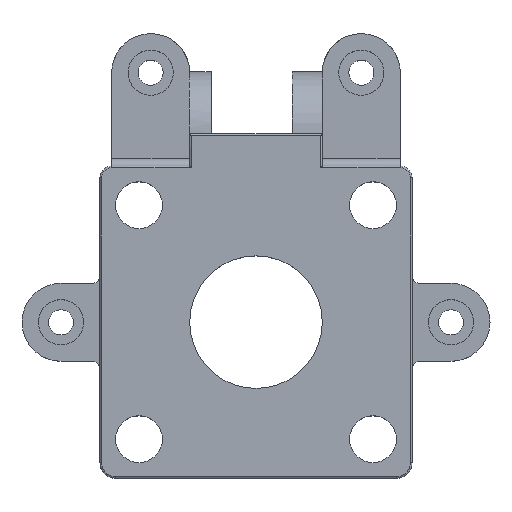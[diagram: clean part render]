
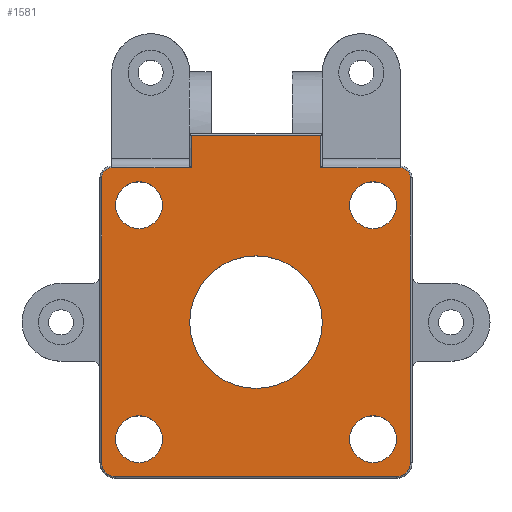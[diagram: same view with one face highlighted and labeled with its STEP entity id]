
A CAD part, top view. The second image highlights one B-rep face of the part: STEP entity #1581.
In plain terms, the highlighted planar face has unit normal (0, 0, 1).
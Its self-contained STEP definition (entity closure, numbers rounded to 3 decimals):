
#84=FACE_BOUND('',#259,.T.);
#85=FACE_BOUND('',#260,.T.);
#86=FACE_BOUND('',#261,.T.);
#87=FACE_BOUND('',#262,.T.);
#88=FACE_BOUND('',#263,.T.);
#152=FACE_OUTER_BOUND('',#258,.T.);
#258=EDGE_LOOP('',(#1354,#1355,#1356,#1357,#1358,#1359,#1360,#1361,#1362,
#1363,#1364,#1365));
#259=EDGE_LOOP('',(#1366));
#260=EDGE_LOOP('',(#1367));
#261=EDGE_LOOP('',(#1368));
#262=EDGE_LOOP('',(#1369));
#263=EDGE_LOOP('',(#1370));
#326=CIRCLE('',#1673,8.5);
#359=CIRCLE('',#1740,1.3);
#363=CIRCLE('',#1746,1.8);
#367=CIRCLE('',#1752,1.8);
#371=CIRCLE('',#1758,1.3);
#373=CIRCLE('',#1771,3.);
#374=CIRCLE('',#1772,3.);
#375=CIRCLE('',#1773,3.);
#376=CIRCLE('',#1774,3.);
#474=LINE('',#2645,#608);
#476=LINE('',#2656,#610);
#478=LINE('',#2668,#612);
#480=LINE('',#2680,#614);
#481=LINE('',#2689,#615);
#488=LINE('',#2708,#622);
#489=LINE('',#2710,#623);
#490=LINE('',#2711,#624);
#608=VECTOR('',#2134,10.);
#610=VECTOR('',#2148,10.);
#612=VECTOR('',#2162,10.);
#614=VECTOR('',#2176,10.);
#615=VECTOR('',#2189,10.);
#622=VECTOR('',#2216,10.);
#623=VECTOR('',#2217,10.);
#624=VECTOR('',#2218,10.);
#720=VERTEX_POINT('',#2475);
#770=VERTEX_POINT('',#2642);
#771=VERTEX_POINT('',#2644);
#772=VERTEX_POINT('',#2648);
#774=VERTEX_POINT('',#2654);
#776=VERTEX_POINT('',#2660);
#778=VERTEX_POINT('',#2666);
#780=VERTEX_POINT('',#2672);
#782=VERTEX_POINT('',#2678);
#783=VERTEX_POINT('',#2683);
#784=VERTEX_POINT('',#2687);
#786=VERTEX_POINT('',#2707);
#787=VERTEX_POINT('',#2709);
#788=VERTEX_POINT('',#2712);
#789=VERTEX_POINT('',#2714);
#790=VERTEX_POINT('',#2716);
#791=VERTEX_POINT('',#2718);
#878=EDGE_CURVE('',#720,#720,#326,.T.);
#960=EDGE_CURVE('',#770,#771,#474,.T.);
#963=EDGE_CURVE('',#772,#770,#359,.T.);
#966=EDGE_CURVE('',#774,#772,#476,.T.);
#969=EDGE_CURVE('',#776,#774,#363,.T.);
#972=EDGE_CURVE('',#778,#776,#478,.T.);
#975=EDGE_CURVE('',#780,#778,#367,.T.);
#978=EDGE_CURVE('',#782,#780,#480,.T.);
#981=EDGE_CURVE('',#783,#782,#371,.T.);
#983=EDGE_CURVE('',#784,#783,#481,.T.);
#991=EDGE_CURVE('',#786,#784,#488,.T.);
#992=EDGE_CURVE('',#787,#786,#489,.T.);
#993=EDGE_CURVE('',#771,#787,#490,.T.);
#994=EDGE_CURVE('',#788,#788,#373,.T.);
#995=EDGE_CURVE('',#789,#789,#374,.T.);
#996=EDGE_CURVE('',#790,#790,#375,.T.);
#997=EDGE_CURVE('',#791,#791,#376,.T.);
#1354=ORIENTED_EDGE('',*,*,#983,.F.);
#1355=ORIENTED_EDGE('',*,*,#991,.F.);
#1356=ORIENTED_EDGE('',*,*,#992,.F.);
#1357=ORIENTED_EDGE('',*,*,#993,.F.);
#1358=ORIENTED_EDGE('',*,*,#960,.F.);
#1359=ORIENTED_EDGE('',*,*,#963,.F.);
#1360=ORIENTED_EDGE('',*,*,#966,.F.);
#1361=ORIENTED_EDGE('',*,*,#969,.F.);
#1362=ORIENTED_EDGE('',*,*,#972,.F.);
#1363=ORIENTED_EDGE('',*,*,#975,.F.);
#1364=ORIENTED_EDGE('',*,*,#978,.F.);
#1365=ORIENTED_EDGE('',*,*,#981,.F.);
#1366=ORIENTED_EDGE('',*,*,#878,.F.);
#1367=ORIENTED_EDGE('',*,*,#994,.F.);
#1368=ORIENTED_EDGE('',*,*,#995,.F.);
#1369=ORIENTED_EDGE('',*,*,#996,.F.);
#1370=ORIENTED_EDGE('',*,*,#997,.F.);
#1511=PLANE('',#1770);
#1581=ADVANCED_FACE('',(#152,#84,#85,#86,#87,#88),#1511,.T.);
#1673=AXIS2_PLACEMENT_3D('',#2477,#1957,#1958);
#1740=AXIS2_PLACEMENT_3D('',#2650,#2141,#2142);
#1746=AXIS2_PLACEMENT_3D('',#2662,#2155,#2156);
#1752=AXIS2_PLACEMENT_3D('',#2674,#2169,#2170);
#1758=AXIS2_PLACEMENT_3D('',#2685,#2183,#2184);
#1770=AXIS2_PLACEMENT_3D('',#2706,#2214,#2215);
#1771=AXIS2_PLACEMENT_3D('',#2713,#2219,#2220);
#1772=AXIS2_PLACEMENT_3D('',#2715,#2221,#2222);
#1773=AXIS2_PLACEMENT_3D('',#2717,#2223,#2224);
#1774=AXIS2_PLACEMENT_3D('',#2719,#2225,#2226);
#1957=DIRECTION('center_axis',(0.,0.,1.));
#1958=DIRECTION('ref_axis',(1.,0.,0.));
#2134=DIRECTION('',(1.,0.,0.));
#2141=DIRECTION('center_axis',(0.,0.,-1.));
#2142=DIRECTION('ref_axis',(-0.707,0.707,0.));
#2148=DIRECTION('',(0.,1.,0.));
#2155=DIRECTION('center_axis',(0.,0.,-1.));
#2156=DIRECTION('ref_axis',(-0.707,-0.707,0.));
#2162=DIRECTION('',(-1.,0.,0.));
#2169=DIRECTION('center_axis',(0.,0.,-1.));
#2170=DIRECTION('ref_axis',(0.707,-0.707,0.));
#2176=DIRECTION('',(0.,-1.,0.));
#2183=DIRECTION('center_axis',(0.,0.,-1.));
#2184=DIRECTION('ref_axis',(0.707,0.707,0.));
#2189=DIRECTION('',(1.,0.,0.));
#2214=DIRECTION('center_axis',(0.,0.,1.));
#2215=DIRECTION('ref_axis',(1.,0.,0.));
#2216=DIRECTION('',(0.,-1.,0.));
#2217=DIRECTION('',(1.,0.,0.));
#2218=DIRECTION('',(0.,1.,0.));
#2219=DIRECTION('center_axis',(0.,0.,1.));
#2220=DIRECTION('ref_axis',(1.,0.,0.));
#2221=DIRECTION('center_axis',(0.,0.,1.));
#2222=DIRECTION('ref_axis',(1.,0.,0.));
#2223=DIRECTION('center_axis',(0.,0.,1.));
#2224=DIRECTION('ref_axis',(1.,0.,0.));
#2225=DIRECTION('center_axis',(0.,0.,1.));
#2226=DIRECTION('ref_axis',(1.,0.,0.));
#2475=CARTESIAN_POINT('',(-8.5,0.,15.));
#2477=CARTESIAN_POINT('Origin',(0.,0.,15.));
#2642=CARTESIAN_POINT('',(-18.5,19.8,15.));
#2644=CARTESIAN_POINT('',(-8.3,19.8,15.));
#2645=CARTESIAN_POINT('',(-0.5,19.8,15.));
#2648=CARTESIAN_POINT('',(-19.8,18.5,15.));
#2650=CARTESIAN_POINT('Origin',(-18.5,18.5,15.));
#2654=CARTESIAN_POINT('',(-19.8,-18.,15.));
#2656=CARTESIAN_POINT('',(-19.8,18.5,15.));
#2660=CARTESIAN_POINT('',(-18.,-19.8,15.));
#2662=CARTESIAN_POINT('Origin',(-18.,-18.,15.));
#2666=CARTESIAN_POINT('',(18.,-19.8,15.));
#2668=CARTESIAN_POINT('',(-0.5,-19.8,15.));
#2672=CARTESIAN_POINT('',(19.8,-18.,15.));
#2674=CARTESIAN_POINT('Origin',(18.,-18.,15.));
#2678=CARTESIAN_POINT('',(19.8,18.5,15.));
#2680=CARTESIAN_POINT('',(19.8,-0.5,15.));
#2683=CARTESIAN_POINT('',(18.5,19.8,15.));
#2685=CARTESIAN_POINT('Origin',(18.5,18.5,15.));
#2687=CARTESIAN_POINT('',(8.3,19.8,15.));
#2689=CARTESIAN_POINT('',(19.5,19.8,15.));
#2706=CARTESIAN_POINT('Origin',(19.,19.,15.));
#2707=CARTESIAN_POINT('',(8.3,23.925,15.));
#2708=CARTESIAN_POINT('',(8.3,19.5,15.));
#2709=CARTESIAN_POINT('',(-8.3,23.925,15.));
#2710=CARTESIAN_POINT('',(9.5,23.925,15.));
#2711=CARTESIAN_POINT('',(-8.3,19.5,15.));
#2712=CARTESIAN_POINT('',(-18.,-15.,15.));
#2713=CARTESIAN_POINT('Origin',(-15.,-15.,15.));
#2714=CARTESIAN_POINT('',(12.,-15.,15.));
#2715=CARTESIAN_POINT('Origin',(15.,-15.,15.));
#2716=CARTESIAN_POINT('',(-18.,15.,15.));
#2717=CARTESIAN_POINT('Origin',(-15.,15.,15.));
#2718=CARTESIAN_POINT('',(12.,15.,15.));
#2719=CARTESIAN_POINT('Origin',(15.,15.,15.));
